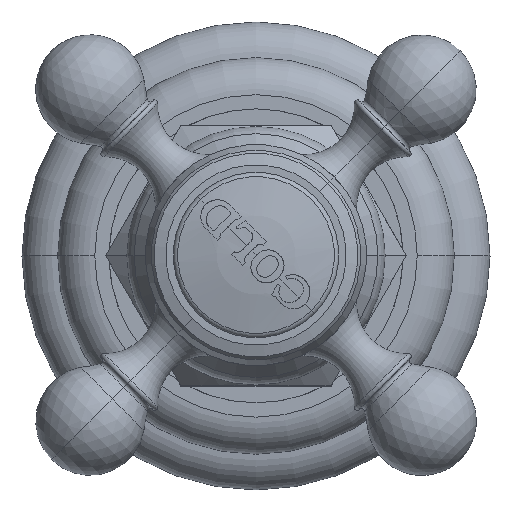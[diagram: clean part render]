
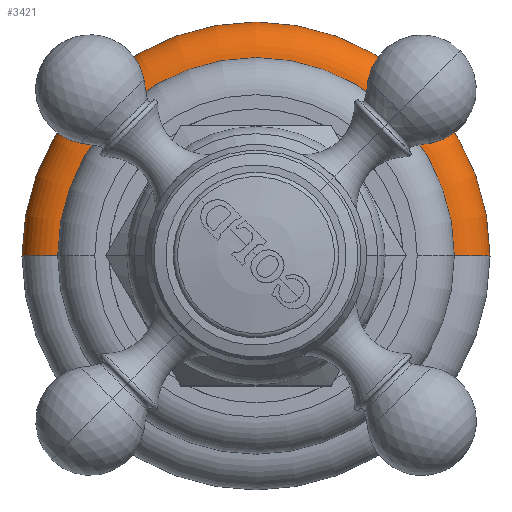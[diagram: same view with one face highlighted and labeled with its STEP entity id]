
A CAD part, top view. The second image highlights one B-rep face of the part: STEP entity #3421.
In plain terms, the highlighted toroidal (fillet/blend) face has major radius 25.219 mm and minor radius 4.753 mm.
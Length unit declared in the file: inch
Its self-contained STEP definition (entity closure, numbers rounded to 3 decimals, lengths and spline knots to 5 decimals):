
#2=CARTESIAN_POINT('',(0.,0.,0.));
#3=DIRECTION('',(0.,0.,-1.));
#4=DIRECTION('',(-1.,0.,0.));
#5=AXIS2_PLACEMENT_3D('',#2,#3,#4);
#12=CARTESIAN_POINT('',(-0.99286,0.,0.));
#13=DIRECTION('',(0.,1.,0.));
#14=DIRECTION('',(-1.,0.,0.));
#15=AXIS2_PLACEMENT_3D('',#12,#13,#14);
#17=CARTESIAN_POINT('',(0.99286,0.,0.));
#18=DIRECTION('',(0.,-1.,0.));
#19=DIRECTION('',(1.,0.,0.));
#20=AXIS2_PLACEMENT_3D('',#17,#18,#19);
#37=CARTESIAN_POINT('',(0.,0.,0.187));
#38=DIRECTION('',(0.,0.,-1.));
#39=DIRECTION('',(-1.,0.,0.));
#40=AXIS2_PLACEMENT_3D('',#37,#38,#39);
#2951=CARTESIAN_POINT('',(-1.,0.,0.187));
#2953=VERTEX_POINT('',#2951);
#2955=CARTESIAN_POINT('',(1.,0.,0.187));
#2957=VERTEX_POINT('',#2955);
#2963=CARTESIAN_POINT('',(-1.18,0.,0.));
#2964=CARTESIAN_POINT('',(1.18,0.,0.));
#2965=VERTEX_POINT('',#2963);
#2966=VERTEX_POINT('',#2964);
#3406=CARTESIAN_POINT('',(0.,0.,0.));
#3407=DIRECTION('',(0.,0.,-1.));
#3408=DIRECTION('',(1.,0.,0.));
#3409=AXIS2_PLACEMENT_3D('',#3406,#3407,#3408);
#3410=TOROIDAL_SURFACE('',#3409,0.99286,0.18714);
#3412=ORIENTED_EDGE('',*,*,#3411,.T.);
#3414=ORIENTED_EDGE('',*,*,#3413,.T.);
#3416=ORIENTED_EDGE('',*,*,#3415,.F.);
#3418=ORIENTED_EDGE('',*,*,#3417,.F.);
#3419=EDGE_LOOP('',(#3412,#3414,#3416,#3418));
#3420=FACE_OUTER_BOUND('',#3419,.F.);
#3421=ADVANCED_FACE('',(#3420),#3410,.T.);
#6=CIRCLE('',#5,1.18);
#16=CIRCLE('',#15,0.18714);
#21=CIRCLE('',#20,0.18714);
#41=CIRCLE('',#40,1.);
#3411=EDGE_CURVE('',#2965,#2966,#6,.T.);
#3413=EDGE_CURVE('',#2966,#2957,#21,.T.);
#3415=EDGE_CURVE('',#2953,#2957,#41,.T.);
#3417=EDGE_CURVE('',#2965,#2953,#16,.T.);
